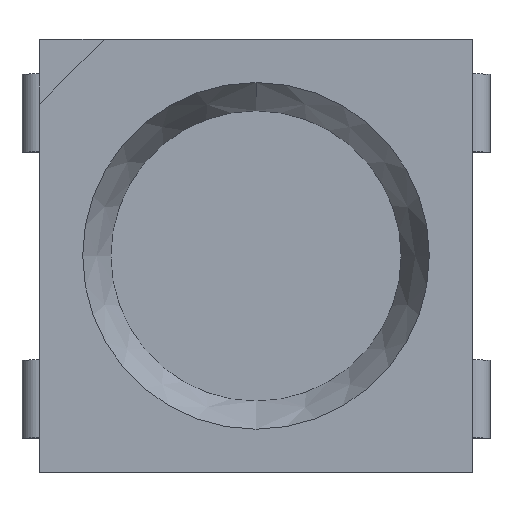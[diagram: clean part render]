
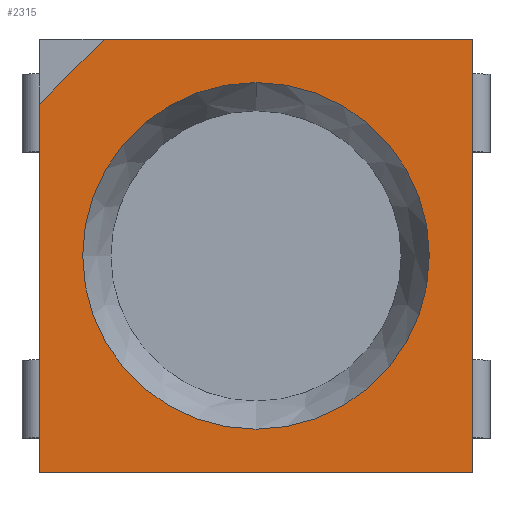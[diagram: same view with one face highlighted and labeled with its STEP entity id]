
A CAD part, top view. The second image highlights one B-rep face of the part: STEP entity #2315.
In plain terms, the highlighted planar face has unit normal (0, 0, 1).
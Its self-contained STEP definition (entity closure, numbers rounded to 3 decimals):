
#1954 = VERTEX_POINT('',#1955);
#1955 = CARTESIAN_POINT('',(0.,2.,1.62));
#1961 = EDGE_CURVE('',#1962,#1954,#1964,.T.);
#1962 = VERTEX_POINT('',#1963);
#1963 = CARTESIAN_POINT('',(0.,-2.,1.62));
#1964 = CIRCLE('',#1965,2.);
#1965 = AXIS2_PLACEMENT_3D('',#1966,#1967,#1968);
#1966 = CARTESIAN_POINT('',(0.,0.,1.62)
  );
#1967 = DIRECTION('',(0.,0.,1.));
#1968 = DIRECTION('',(0.,1.,0.));
#2035 = EDGE_CURVE('',#2036,#2038,#2040,.T.);
#2036 = VERTEX_POINT('',#2037);
#2037 = CARTESIAN_POINT('',(-2.5,1.75,1.62));
#2038 = VERTEX_POINT('',#2039);
#2039 = CARTESIAN_POINT('',(-2.5,-2.5,1.62));
#2040 = LINE('',#2041,#2042);
#2041 = CARTESIAN_POINT('',(-2.5,2.5,1.62));
#2042 = VECTOR('',#2043,1.);
#2043 = DIRECTION('',(0.,-1.,0.));
#2164 = VERTEX_POINT('',#2165);
#2165 = CARTESIAN_POINT('',(2.5,-2.5,1.62));
#2171 = EDGE_CURVE('',#2038,#2164,#2172,.T.);
#2172 = LINE('',#2173,#2174);
#2173 = CARTESIAN_POINT('',(2.5,-2.5,1.62));
#2174 = VECTOR('',#2175,1.);
#2175 = DIRECTION('',(1.,0.,-0.));
#2229 = VERTEX_POINT('',#2230);
#2230 = CARTESIAN_POINT('',(2.5,2.5,1.62));
#2236 = EDGE_CURVE('',#2164,#2229,#2237,.T.);
#2237 = LINE('',#2238,#2239);
#2238 = CARTESIAN_POINT('',(2.5,2.5,1.62));
#2239 = VECTOR('',#2240,1.);
#2240 = DIRECTION('',(0.,1.,0.));
#2290 = VERTEX_POINT('',#2291);
#2291 = CARTESIAN_POINT('',(-1.75,2.5,1.62));
#2297 = EDGE_CURVE('',#2229,#2290,#2298,.T.);
#2298 = LINE('',#2299,#2300);
#2299 = CARTESIAN_POINT('',(2.5,2.5,1.62));
#2300 = VECTOR('',#2301,1.);
#2301 = DIRECTION('',(-1.,0.,0.));
#2315 = ADVANCED_FACE('',(#2316,#2326),#2338,.F.);
#2316 = FACE_BOUND('',#2317,.T.);
#2317 = EDGE_LOOP('',(#2318,#2325));
#2318 = ORIENTED_EDGE('',*,*,#2319,.F.);
#2319 = EDGE_CURVE('',#1954,#1962,#2320,.T.);
#2320 = CIRCLE('',#2321,2.);
#2321 = AXIS2_PLACEMENT_3D('',#2322,#2323,#2324);
#2322 = CARTESIAN_POINT('',(0.,0.,1.62)
  );
#2323 = DIRECTION('',(0.,0.,1.));
#2324 = DIRECTION('',(0.,1.,0.));
#2325 = ORIENTED_EDGE('',*,*,#1961,.F.);
#2326 = FACE_BOUND('',#2327,.T.);
#2327 = EDGE_LOOP('',(#2328,#2329,#2335,#2336,#2337));
#2328 = ORIENTED_EDGE('',*,*,#2297,.T.);
#2329 = ORIENTED_EDGE('',*,*,#2330,.F.);
#2330 = EDGE_CURVE('',#2036,#2290,#2331,.T.);
#2331 = LINE('',#2332,#2333);
#2332 = CARTESIAN_POINT('',(-1.75,2.5,1.62));
#2333 = VECTOR('',#2334,1.);
#2334 = DIRECTION('',(0.707,0.707,0.)
  );
#2335 = ORIENTED_EDGE('',*,*,#2035,.T.);
#2336 = ORIENTED_EDGE('',*,*,#2171,.T.);
#2337 = ORIENTED_EDGE('',*,*,#2236,.T.);
#2338 = PLANE('',#2339);
#2339 = AXIS2_PLACEMENT_3D('',#2340,#2341,#2342);
#2340 = CARTESIAN_POINT('',(0.,0.,1.62)
  );
#2341 = DIRECTION('',(0.,0.,-1.));
#2342 = DIRECTION('',(0.,-1.,0.));
